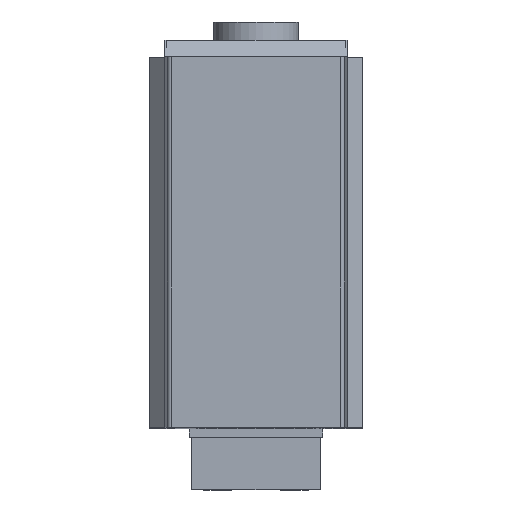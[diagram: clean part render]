
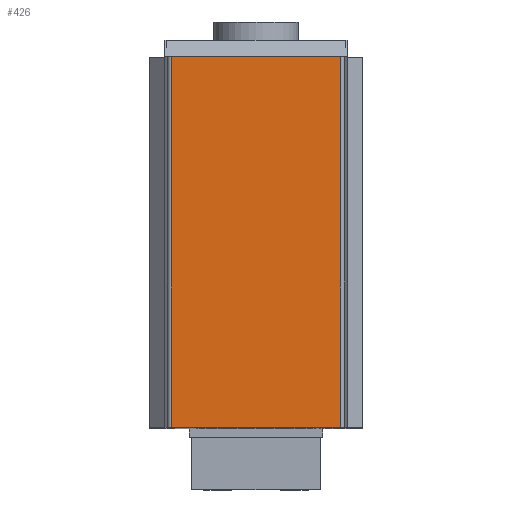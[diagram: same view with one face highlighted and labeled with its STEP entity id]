
A CAD part, top view. The second image highlights one B-rep face of the part: STEP entity #426.
In plain terms, the highlighted planar face has unit normal (0, 0, 1).
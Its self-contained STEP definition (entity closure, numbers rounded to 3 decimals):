
#426 = ADVANCED_FACE( '', ( #894 ), #895, .F. );
#894 = FACE_OUTER_BOUND( '', #1428, .T. );
#895 = PLANE( '', #1429 );
#1428 = EDGE_LOOP( '', ( #2613, #2614, #2615, #2616 ) );
#1429 = AXIS2_PLACEMENT_3D( '', #2617, #2618, #2619 );
#2613 = ORIENTED_EDGE( '', *, *, #3045, .T. );
#2614 = ORIENTED_EDGE( '', *, *, #2857, .F. );
#2615 = ORIENTED_EDGE( '', *, *, #2965, .F. );
#2616 = ORIENTED_EDGE( '', *, *, #3002, .T. );
#2617 = CARTESIAN_POINT( '', ( -6.996, 31.2, 115.1 ) );
#2618 = DIRECTION( '', ( 0., 0., -1. ) );
#2619 = DIRECTION( '', ( -1., 0., 0. ) );
#2857 = EDGE_CURVE( '', #3468, #3466, #3470, .T. );
#2965 = EDGE_CURVE( '', #3629, #3468, #3631, .T. );
#3002 = EDGE_CURVE( '', #3629, #3680, #3682, .T. );
#3045 = EDGE_CURVE( '', #3680, #3466, #3734, .T. );
#3466 = VERTEX_POINT( '', #4319 );
#3468 = VERTEX_POINT( '', #4321 );
#3470 = LINE( '', #4323, #4324 );
#3629 = VERTEX_POINT( '', #4573 );
#3631 = LINE( '', #4575, #4576 );
#3680 = VERTEX_POINT( '', #4648 );
#3682 = LINE( '', #4650, #4651 );
#3734 = LINE( '', #4718, #4719 );
#4319 = CARTESIAN_POINT( '', ( 6.996, 0.7, 115.1 ) );
#4321 = CARTESIAN_POINT( '', ( 6.996, 31.2, 115.1 ) );
#4323 = CARTESIAN_POINT( '', ( 6.996, 31.2, 115.1 ) );
#4324 = VECTOR( '', #5058, 1000. );
#4573 = CARTESIAN_POINT( '', ( -6.996, 31.2, 115.1 ) );
#4575 = CARTESIAN_POINT( '', ( -6.996, 31.2, 115.1 ) );
#4576 = VECTOR( '', #5166, 1000. );
#4648 = CARTESIAN_POINT( '', ( -6.996, 0.7, 115.1 ) );
#4650 = CARTESIAN_POINT( '', ( -6.996, 31.2, 115.1 ) );
#4651 = VECTOR( '', #5202, 1000. );
#4718 = CARTESIAN_POINT( '', ( -6.996, 0.7, 115.1 ) );
#4719 = VECTOR( '', #5239, 1000. );
#5058 = DIRECTION( '', ( 0., -1., 0. ) );
#5166 = DIRECTION( '', ( 1., 0., 0. ) );
#5202 = DIRECTION( '', ( 0., -1., 0. ) );
#5239 = DIRECTION( '', ( 1., 0., 0. ) );
